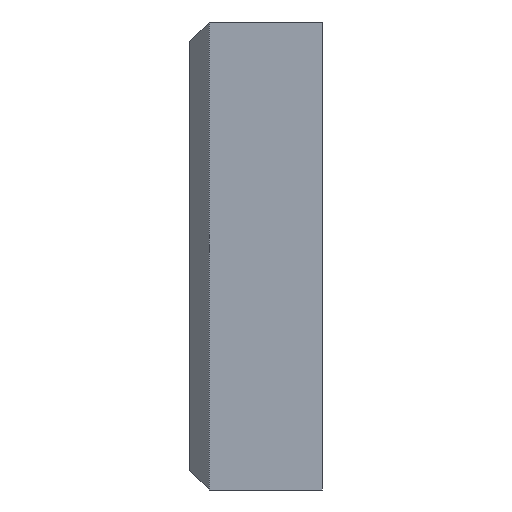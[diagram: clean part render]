
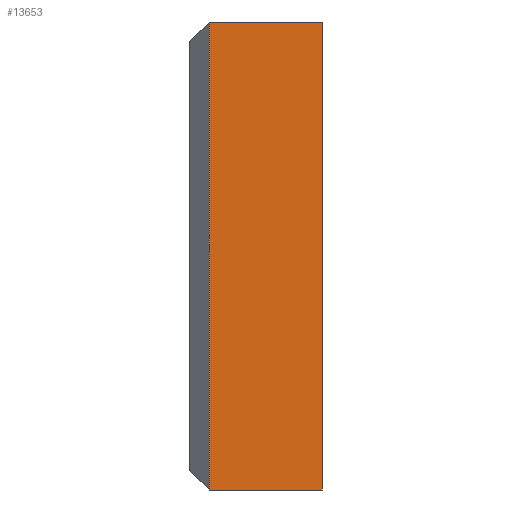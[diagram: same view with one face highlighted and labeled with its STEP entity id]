
A CAD part, left-side view. The second image highlights one B-rep face of the part: STEP entity #13653.
In plain terms, the highlighted planar face has unit normal (-1, 0, 0).
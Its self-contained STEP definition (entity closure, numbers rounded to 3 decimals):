
#130 = VERTEX_POINT ( 'NONE', #14130 ) ;
#272 = VECTOR ( 'NONE', #7767, 1000. ) ;
#274 = EDGE_CURVE ( 'NONE', #6218, #13122, #9862, .T. ) ;
#452 = DIRECTION ( 'NONE',  ( 0., -1., 0. ) ) ;
#1861 = AXIS2_PLACEMENT_3D ( 'NONE', #10587, #2905, #9222 ) ;
#1927 = FACE_OUTER_BOUND ( 'NONE', #14348, .T. ) ;
#2618 = VERTEX_POINT ( 'NONE', #4344 ) ;
#2679 = CARTESIAN_POINT ( 'NONE',  ( -43.25, -15., 31. ) ) ;
#2905 = DIRECTION ( 'NONE',  ( 1., 0., 0. ) ) ;
#3105 = ORIENTED_EDGE ( 'NONE', *, *, #274, .F. ) ;
#3377 = CARTESIAN_POINT ( 'NONE',  ( -43.25, -15., 31. ) ) ;
#3588 = CARTESIAN_POINT ( 'NONE',  ( -43.25, -15., -29. ) ) ;
#4109 = EDGE_CURVE ( 'NONE', #2618, #6218, #11386, .T. ) ;
#4303 = VECTOR ( 'NONE', #452, 1000. ) ;
#4344 = CARTESIAN_POINT ( 'NONE',  ( -43.25, -0.5, 31. ) ) ;
#6040 = ORIENTED_EDGE ( 'NONE', *, *, #9108, .T. ) ;
#6218 = VERTEX_POINT ( 'NONE', #2679 ) ;
#6404 = LINE ( 'NONE', #7853, #272 ) ;
#7767 = DIRECTION ( 'NONE',  ( 0., 0., -1. ) ) ;
#7853 = CARTESIAN_POINT ( 'NONE',  ( -43.25, -0.5, 31. ) ) ;
#7932 = DIRECTION ( 'NONE',  ( 0., -1., 0. ) ) ;
#8372 = VECTOR ( 'NONE', #7932, 1000. ) ;
#8559 = DIRECTION ( 'NONE',  ( 0., 0., -1. ) ) ;
#9108 = EDGE_CURVE ( 'NONE', #2618, #130, #6404, .T. ) ;
#9222 = DIRECTION ( 'NONE',  ( 0., 0., -1. ) ) ;
#9862 = LINE ( 'NONE', #3377, #15959 ) ;
#10587 = CARTESIAN_POINT ( 'NONE',  ( -43.25, 2., 31. ) ) ;
#11386 = LINE ( 'NONE', #15324, #4303 ) ;
#11564 = ORIENTED_EDGE ( 'NONE', *, *, #14415, .T. ) ;
#11641 = LINE ( 'NONE', #14140, #8372 ) ;
#11807 = PLANE ( 'NONE',  #1861 ) ;
#13122 = VERTEX_POINT ( 'NONE', #3588 ) ;
#13165 = ORIENTED_EDGE ( 'NONE', *, *, #4109, .F. ) ;
#13653 = ADVANCED_FACE ( 'NONE', ( #1927 ), #11807, .F. ) ;
#14130 = CARTESIAN_POINT ( 'NONE',  ( -43.25, -0.5, -29. ) ) ;
#14140 = CARTESIAN_POINT ( 'NONE',  ( -43.25, 2., -29. ) ) ;
#14348 = EDGE_LOOP ( 'NONE', ( #13165, #6040, #11564, #3105 ) ) ;
#14415 = EDGE_CURVE ( 'NONE', #130, #13122, #11641, .T. ) ;
#15324 = CARTESIAN_POINT ( 'NONE',  ( -43.25, 2., 31. ) ) ;
#15959 = VECTOR ( 'NONE', #8559, 1000. ) ;
